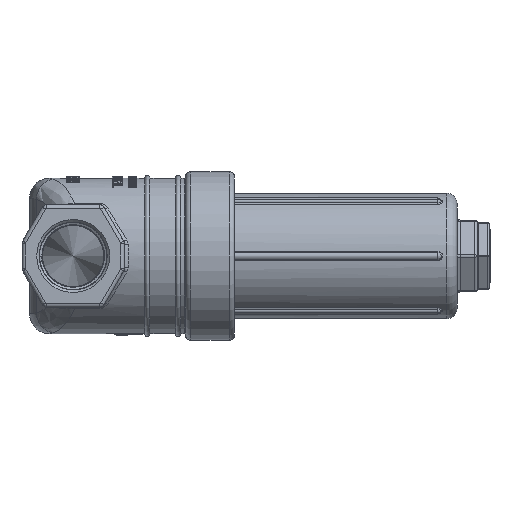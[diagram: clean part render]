
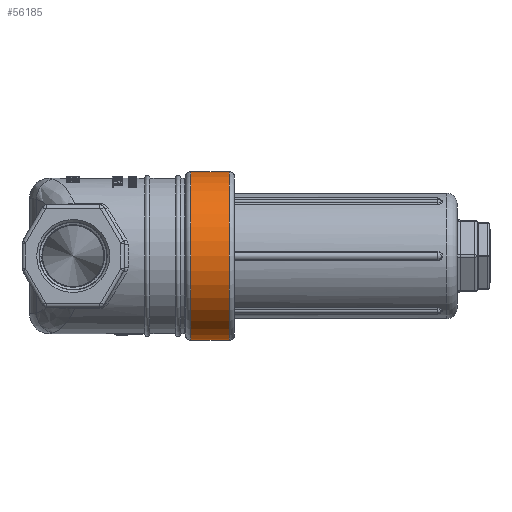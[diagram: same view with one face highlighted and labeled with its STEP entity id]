
A CAD part, left-side view. The second image highlights one B-rep face of the part: STEP entity #56185.
In plain terms, the highlighted cylindrical face has radius 52.388 mm (diameter 104.775 mm), a full revolution.
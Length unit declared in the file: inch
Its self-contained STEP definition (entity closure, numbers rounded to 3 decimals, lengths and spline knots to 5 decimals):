
#3972=CIRCLE('',#59352,2.0625);
#3973=CIRCLE('',#59353,2.0625);
#3974=CIRCLE('',#59354,2.0625);
#3976=CIRCLE('',#59357,2.0625);
#3977=CIRCLE('',#59358,2.0625);
#3978=CIRCLE('',#59359,2.0625);
#4772=CYLINDRICAL_SURFACE('',#59356,2.0625);
#6259=FACE_OUTER_BOUND('',#9518,.T.);
#9518=EDGE_LOOP('',(#42405,#42406,#42407,#42408,#42409,#42410,#42411,#42412));
#14034=LINE('',#89217,#19137);
#19137=VECTOR('',#65984,2.0625);
#24176=VERTEX_POINT('',#89207);
#24177=VERTEX_POINT('',#89209);
#24178=VERTEX_POINT('',#89211);
#24179=VERTEX_POINT('',#89216);
#24180=VERTEX_POINT('',#89218);
#24181=VERTEX_POINT('',#89220);
#30774=EDGE_CURVE('',#24176,#24177,#3972,.T.);
#30775=EDGE_CURVE('',#24177,#24178,#3973,.T.);
#30776=EDGE_CURVE('',#24178,#24176,#3974,.T.);
#30778=EDGE_CURVE('',#24177,#24179,#14034,.T.);
#30779=EDGE_CURVE('',#24180,#24179,#3976,.T.);
#30780=EDGE_CURVE('',#24181,#24180,#3977,.T.);
#30781=EDGE_CURVE('',#24179,#24181,#3978,.T.);
#42405=ORIENTED_EDGE('',*,*,#30776,.F.);
#42406=ORIENTED_EDGE('',*,*,#30775,.F.);
#42407=ORIENTED_EDGE('',*,*,#30778,.T.);
#42408=ORIENTED_EDGE('',*,*,#30779,.F.);
#42409=ORIENTED_EDGE('',*,*,#30780,.F.);
#42410=ORIENTED_EDGE('',*,*,#30781,.F.);
#42411=ORIENTED_EDGE('',*,*,#30778,.F.);
#42412=ORIENTED_EDGE('',*,*,#30774,.F.);
#56185=ADVANCED_FACE('',(#6259),#4772,.T.);
#59352=AXIS2_PLACEMENT_3D('',#89210,#65974,#65975);
#59353=AXIS2_PLACEMENT_3D('',#89212,#65976,#65977);
#59354=AXIS2_PLACEMENT_3D('',#89213,#65978,#65979);
#59356=AXIS2_PLACEMENT_3D('',#89215,#65982,#65983);
#59357=AXIS2_PLACEMENT_3D('',#89219,#65985,#65986);
#59358=AXIS2_PLACEMENT_3D('',#89221,#65987,#65988);
#59359=AXIS2_PLACEMENT_3D('',#89222,#65989,#65990);
#65974=DIRECTION('center_axis',(0.,-1.,0.));
#65975=DIRECTION('ref_axis',(-1.,0.,0.));
#65976=DIRECTION('center_axis',(0.,-1.,0.));
#65977=DIRECTION('ref_axis',(-1.,0.,0.));
#65978=DIRECTION('center_axis',(0.,-1.,0.));
#65979=DIRECTION('ref_axis',(-1.,0.,0.));
#65982=DIRECTION('center_axis',(0.,-1.,0.));
#65983=DIRECTION('ref_axis',(1.,0.,0.));
#65984=DIRECTION('',(0.,1.,0.));
#65985=DIRECTION('center_axis',(0.,1.,0.));
#65986=DIRECTION('ref_axis',(-1.,0.,0.));
#65987=DIRECTION('center_axis',(0.,1.,0.));
#65988=DIRECTION('ref_axis',(-1.,0.,0.));
#65989=DIRECTION('center_axis',(0.,1.,0.));
#65990=DIRECTION('ref_axis',(-1.,0.,0.));
#89207=CARTESIAN_POINT('',(0.,-3.8125,2.0625));
#89209=CARTESIAN_POINT('',(-2.0625,-3.8125,0.));
#89210=CARTESIAN_POINT('Origin',(0.,-3.8125,0.));
#89211=CARTESIAN_POINT('',(2.0625,-3.8125,0.));
#89212=CARTESIAN_POINT('Origin',(0.,-3.8125,0.));
#89213=CARTESIAN_POINT('Origin',(0.,-3.8125,0.));
#89215=CARTESIAN_POINT('Origin',(0.,-3.3425,0.));
#89216=CARTESIAN_POINT('',(-2.0625,-2.8725,0.));
#89217=CARTESIAN_POINT('',(-2.0625,-3.3425,0.));
#89218=CARTESIAN_POINT('',(2.0625,-2.8725,0.));
#89219=CARTESIAN_POINT('Origin',(0.,-2.8725,0.));
#89220=CARTESIAN_POINT('',(0.,-2.8725,2.0625));
#89221=CARTESIAN_POINT('Origin',(0.,-2.8725,0.));
#89222=CARTESIAN_POINT('Origin',(0.,-2.8725,0.));
